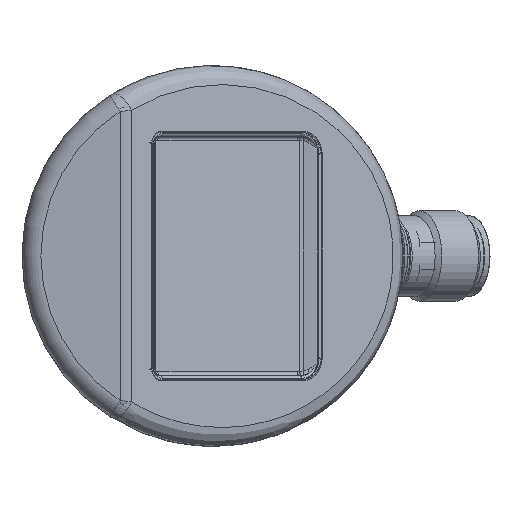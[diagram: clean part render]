
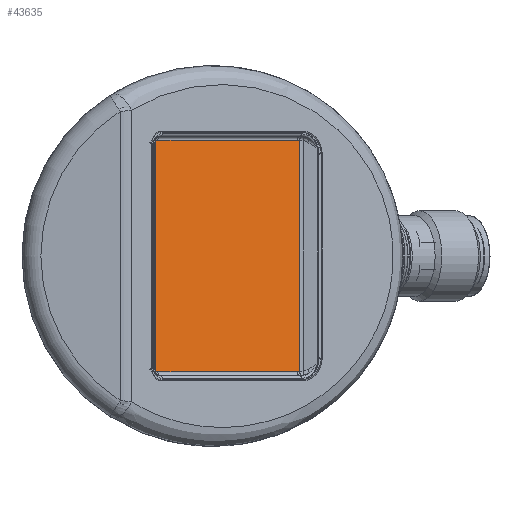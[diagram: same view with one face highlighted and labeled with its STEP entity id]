
A CAD part, front view. The second image highlights one B-rep face of the part: STEP entity #43635.
In plain terms, the highlighted planar face has unit normal (0.5, -0.866, 0).
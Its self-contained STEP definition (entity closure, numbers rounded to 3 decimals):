
#2618=LINE('',#55334,#4750);
#2619=LINE('',#55338,#4751);
#2620=LINE('',#55342,#4752);
#2621=LINE('',#55346,#4753);
#4750=VECTOR('',#48075,1000.);
#4751=VECTOR('',#48078,1000.);
#4752=VECTOR('',#48081,1000.);
#4753=VECTOR('',#48084,1000.);
#6882=ORIENTED_EDGE('',*,*,#16170,.T.);
#6883=ORIENTED_EDGE('',*,*,#16171,.T.);
#6884=ORIENTED_EDGE('',*,*,#16172,.T.);
#6885=ORIENTED_EDGE('',*,*,#16173,.T.);
#6886=ORIENTED_EDGE('',*,*,#16174,.T.);
#6887=ORIENTED_EDGE('',*,*,#16175,.T.);
#6888=ORIENTED_EDGE('',*,*,#16176,.T.);
#6889=ORIENTED_EDGE('',*,*,#16177,.T.);
#16170=EDGE_CURVE('',#20814,#20815,#23889,.F.);
#16171=EDGE_CURVE('',#20815,#20816,#2618,.T.);
#16172=EDGE_CURVE('',#20816,#20817,#23890,.F.);
#16173=EDGE_CURVE('',#20817,#20818,#2619,.T.);
#16174=EDGE_CURVE('',#20818,#20819,#23891,.F.);
#16175=EDGE_CURVE('',#20819,#20820,#2620,.T.);
#16176=EDGE_CURVE('',#20820,#20821,#23892,.F.);
#16177=EDGE_CURVE('',#20821,#20814,#2621,.T.);
#20814=VERTEX_POINT('',#55332);
#20815=VERTEX_POINT('',#55333);
#20816=VERTEX_POINT('',#55335);
#20817=VERTEX_POINT('',#55337);
#20818=VERTEX_POINT('',#55339);
#20819=VERTEX_POINT('',#55341);
#20820=VERTEX_POINT('',#55343);
#20821=VERTEX_POINT('',#55345);
#23889=CIRCLE('',#45507,1.946);
#23890=CIRCLE('',#45508,1.946);
#23891=CIRCLE('',#45509,0.446);
#23892=CIRCLE('',#45510,0.446);
#24692=EDGE_LOOP('',(#6882,#6883,#6884,#6885,#6886,#6887,#6888,#6889));
#26910=FACE_BOUND('',#24692,.T.);
#29131=PLANE('',#45506);
#43635=ADVANCED_FACE('',(#26910),#29131,.F.);
#45506=AXIS2_PLACEMENT_3D('',#55330,#48071,#48072);
#45507=AXIS2_PLACEMENT_3D('',#55331,#48073,#48074);
#45508=AXIS2_PLACEMENT_3D('',#55336,#48076,#48077);
#45509=AXIS2_PLACEMENT_3D('',#55340,#48079,#48080);
#45510=AXIS2_PLACEMENT_3D('',#55344,#48082,#48083);
#48071=DIRECTION('',(-0.5,0.866,0.));
#48072=DIRECTION('',(0.866,0.5,0.));
#48073=DIRECTION('',(-0.5,0.866,0.));
#48074=DIRECTION('',(0.866,0.5,0.));
#48075=DIRECTION('',(0.,0.,1.));
#48076=DIRECTION('',(-0.5,0.866,0.));
#48077=DIRECTION('',(0.866,0.5,0.));
#48078=DIRECTION('',(-0.866,-0.5,0.));
#48079=DIRECTION('',(-0.5,0.866,0.));
#48080=DIRECTION('',(0.866,0.5,0.));
#48081=DIRECTION('',(0.,0.,-1.));
#48082=DIRECTION('',(-0.5,0.866,0.));
#48083=DIRECTION('',(0.866,0.5,0.));
#48084=DIRECTION('',(0.866,0.5,0.));
#55330=CARTESIAN_POINT('',(11.243,-23.119,13.4));
#55331=CARTESIAN_POINT('',(11.243,-23.119,-13.4));
#55332=CARTESIAN_POINT('',(11.243,-23.119,-15.346));
#55333=CARTESIAN_POINT('',(11.526,-22.955,-15.318));
#55334=CARTESIAN_POINT('',(11.526,-22.955,15.252));
#55335=CARTESIAN_POINT('',(11.526,-22.955,15.318));
#55336=CARTESIAN_POINT('',(11.243,-23.119,13.4));
#55337=CARTESIAN_POINT('',(11.243,-23.119,15.346));
#55338=CARTESIAN_POINT('',(-7.203,-33.769,15.346));
#55339=CARTESIAN_POINT('',(-7.203,-33.769,15.346));
#55340=CARTESIAN_POINT('',(-7.203,-33.769,14.9));
#55341=CARTESIAN_POINT('',(-7.589,-33.991,14.9));
#55342=CARTESIAN_POINT('',(-7.589,-33.991,-14.9));
#55343=CARTESIAN_POINT('',(-7.589,-33.991,-14.9));
#55344=CARTESIAN_POINT('',(-7.203,-33.769,-14.9));
#55345=CARTESIAN_POINT('',(-7.203,-33.769,-15.346));
#55346=CARTESIAN_POINT('',(11.243,-23.119,-15.346));
